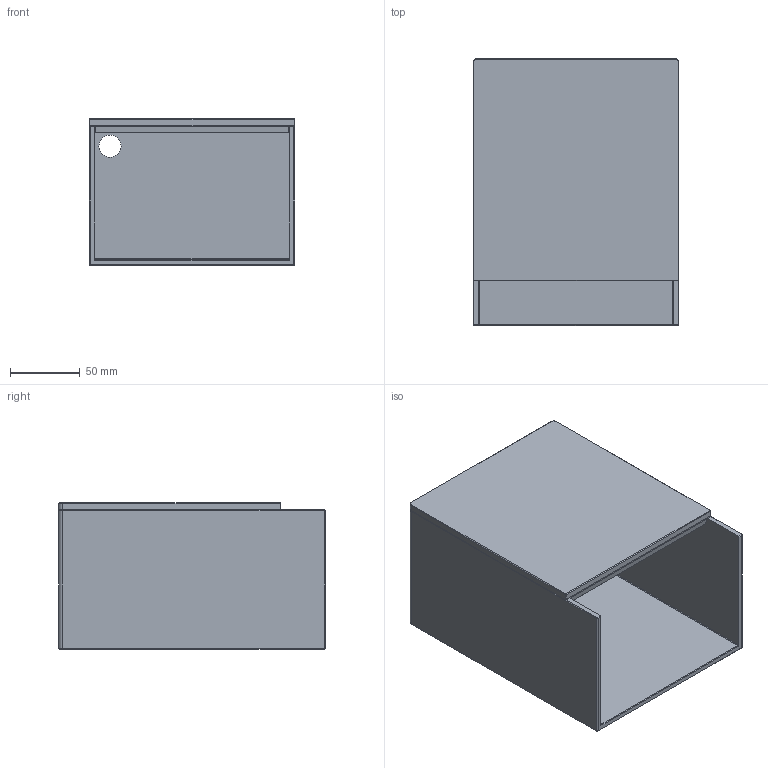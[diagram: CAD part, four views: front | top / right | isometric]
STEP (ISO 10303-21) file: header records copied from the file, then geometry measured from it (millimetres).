
FILE_DESCRIPTION(/* description */ (''),/* implementation_level */ '2;1');
FILE_NAME(/* name */ 'UV_Box.step',/* time_stamp */ '2025-08-24T14:27:10-07:00',/* author */ (''),/* organization */ (''),/* preprocessor_version */ 'ST-DEVELOPER v20.1',/* originating_system */ 'Autodesk Translation Framework v14.10.0.0',/* authorisation */ '');
FILE_SCHEMA (('AUTOMOTIVE_DESIGN { 1 0 10303 214 3 1 1 }'));
Length unit declared in the file: millimetre
Products named in the file (5): 20250507_UV_box_new; front; base; lid; Component4
Assembly tree (4 placements, depth 3):
  20250507_UV_box_new
    front
    base
    lid
      Component4
Bounding box: 148 x 192 x 105 mm (x, y, z)
Volume: 540118.3 mm3; surface area: 212633.2 mm2
Topology: 2 solids, 2 shells, 61 faces, 149 edges, 92 vertices
Faces by surface type: plane 44, cone 10, cylinder 7
Full cylindrical faces by diameter (mm): 16 x1
Entity records: 1891 total; most frequent: DIRECTION 313, CARTESIAN_POINT 311, ORIENTED_EDGE 298, EDGE_CURVE 149, LINE 125, VECTOR 125, AXIS2_PLACEMENT_3D 94, VERTEX_POINT 92
